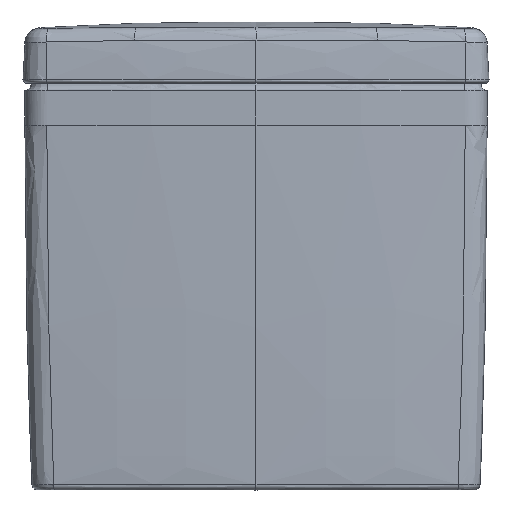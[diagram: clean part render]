
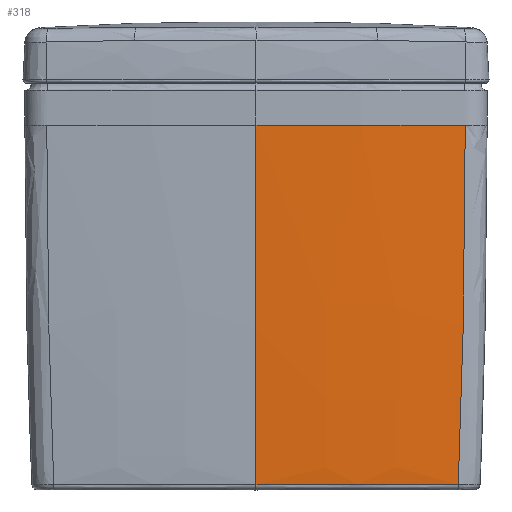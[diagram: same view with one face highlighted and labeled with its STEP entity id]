
A CAD part, front view. The second image highlights one B-rep face of the part: STEP entity #318.
In plain terms, the highlighted free-form (B-spline) face has degree [3, 3] with [4, 11] control points.
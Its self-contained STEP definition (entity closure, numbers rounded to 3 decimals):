
#132=(
BOUNDED_CURVE()
B_SPLINE_CURVE(3,(#3663,#3664,#3665,#3666,#3667,#3668,#3669,#3670,#3671,
#3672,#3673,#3674,#3675,#3676),.UNSPECIFIED.,.F.,.F.)
B_SPLINE_CURVE_WITH_KNOTS((4,2,2,2,2,2,4),(0.,0.5,0.753,
0.88,0.911,0.943,1.),.UNSPECIFIED.)
CURVE()
GEOMETRIC_REPRESENTATION_ITEM()
RATIONAL_B_SPLINE_CURVE((1.,1.,1.,
1.,1.,1.,1.,
1.,1.,1.,1.,
1.,1.,1.))
REPRESENTATION_ITEM('')
);
#133=(
BOUNDED_CURVE()
B_SPLINE_CURVE(3,(#3701,#3702,#3703,#3704),.UNSPECIFIED.,.F.,.F.)
B_SPLINE_CURVE_WITH_KNOTS((4,4),(0.,1.),.UNSPECIFIED.)
CURVE()
GEOMETRIC_REPRESENTATION_ITEM()
RATIONAL_B_SPLINE_CURVE((1.,1.,1.,1.))
REPRESENTATION_ITEM('')
);
#318=ADVANCED_FACE('',(#528),#471,.F.);
#471=B_SPLINE_SURFACE_WITH_KNOTS('',3,3,((#3705,#3706,#3707,#3708,#3709,
#3710,#3711,#3712,#3713,#3714,#3715),(#3716,#3717,#3718,#3719,#3720,#3721,
#3722,#3723,#3724,#3725,#3726),(#3727,#3728,#3729,#3730,#3731,#3732,#3733,
#3734,#3735,#3736,#3737),(#3738,#3739,#3740,#3741,#3742,#3743,#3744,#3745,
#3746,#3747,#3748)),.UNSPECIFIED.,.F.,.F.,.F.,(4,4),(4,1,1,1,1,1,1,1,4),
(0.,1.),(0.,0.252,0.504,0.631,0.757,
0.883,0.914,0.946,1.),.UNSPECIFIED.);
#528=FACE_OUTER_BOUND('',#684,.T.);
#684=EDGE_LOOP('',(#870,#871,#872,#873));
#870=ORIENTED_EDGE('',*,*,#1906,.F.);
#871=ORIENTED_EDGE('',*,*,#1907,.F.);
#872=ORIENTED_EDGE('',*,*,#1908,.F.);
#873=ORIENTED_EDGE('',*,*,#1909,.F.);
#1660=VERTEX_POINT('',#3677);
#1661=VERTEX_POINT('',#3678);
#1662=VERTEX_POINT('',#3688);
#1663=VERTEX_POINT('',#3700);
#1906=EDGE_CURVE('',#1660,#1661,#132,.T.);
#1907=EDGE_CURVE('',#1662,#1660,#2293,.T.);
#1908=EDGE_CURVE('',#1663,#1662,#2294,.T.);
#1909=EDGE_CURVE('',#1661,#1663,#133,.T.);
#2293=B_SPLINE_CURVE_WITH_KNOTS('',3,(#3679,#3680,#3681,#3682,#3683,#3684,
#3685,#3686,#3687),.UNSPECIFIED.,.F.,.F.,(4,1,1,1,1,1,4),(0.,0.384,
0.767,0.959,0.983,0.995,
1.),.UNSPECIFIED.);
#2294=B_SPLINE_CURVE_WITH_KNOTS('',3,(#3689,#3690,#3691,#3692,#3693,#3694,
#3695,#3696,#3697,#3698,#3699),.UNSPECIFIED.,.F.,.F.,(4,1,1,1,1,1,1,1,4),
(0.,0.048,0.08,0.112,0.239,
0.366,0.492,0.746,1.),.UNSPECIFIED.);
#3663=CARTESIAN_POINT('',(174.366,-47.173,319.));
#3664=CARTESIAN_POINT('',(174.332,-47.145,269.299));
#3665=CARTESIAN_POINT('',(173.9,-46.786,219.585));
#3666=CARTESIAN_POINT('',(172.59,-45.698,144.741));
#3667=CARTESIAN_POINT('',(172.042,-45.243,119.597));
#3668=CARTESIAN_POINT('',(171.049,-44.417,81.887));
#3669=CARTESIAN_POINT('',(170.689,-44.118,69.321));
#3670=CARTESIAN_POINT('',(170.21,-43.719,53.622));
#3671=CARTESIAN_POINT('',(170.113,-43.639,50.484));
#3672=CARTESIAN_POINT('',(169.913,-43.472,44.185));
#3673=CARTESIAN_POINT('',(169.814,-43.39,41.038));
#3674=CARTESIAN_POINT('',(169.47,-43.094,31.934));
#3675=CARTESIAN_POINT('',(169.166,-42.831,25.83));
#3676=CARTESIAN_POINT('',(168.54,-42.244,19.47));
#3677=CARTESIAN_POINT('',(174.366,-47.171,319.));
#3678=CARTESIAN_POINT('',(168.54,-42.244,19.47));
#3679=CARTESIAN_POINT('',(0.,-55.304,319.));
#3680=CARTESIAN_POINT('',(22.338,-55.304,319.));
#3681=CARTESIAN_POINT('',(67.013,-54.503,319.));
#3682=CARTESIAN_POINT('',(122.776,-51.511,319.));
#3683=CARTESIAN_POINT('',(157.549,-48.704,319.));
#3684=CARTESIAN_POINT('',(170.751,-47.509,319.));
#3685=CARTESIAN_POINT('',(173.113,-47.288,319.));
#3686=CARTESIAN_POINT('',(174.087,-47.197,319.));
#3687=CARTESIAN_POINT('',(174.365,-47.169,319.));
#3688=CARTESIAN_POINT('',(0.,-55.304,319.));
#3689=CARTESIAN_POINT('',(0.,-49.865,19.47));
#3690=CARTESIAN_POINT('',(0.,-50.348,24.272));
#3691=CARTESIAN_POINT('',(0.,-50.836,32.252));
#3692=CARTESIAN_POINT('',(0.,-51.194,43.45));
#3693=CARTESIAN_POINT('',(0.,-51.736,62.304));
#3694=CARTESIAN_POINT('',(0.,-52.494,90.652));
#3695=CARTESIAN_POINT('',(0.,-53.345,128.511));
#3696=CARTESIAN_POINT('',(0.,-54.28,179.097));
#3697=CARTESIAN_POINT('',(0.,-55.068,242.525));
#3698=CARTESIAN_POINT('',(0.,-55.293,293.474));
#3699=CARTESIAN_POINT('',(0.,-55.304,319.));
#3700=CARTESIAN_POINT('',(0.,-49.865,19.47));
#3701=CARTESIAN_POINT('',(168.54,-42.244,19.47));
#3702=CARTESIAN_POINT('',(112.536,-47.32,19.47));
#3703=CARTESIAN_POINT('',(56.268,-49.865,19.47));
#3704=CARTESIAN_POINT('',(0.,-49.865,19.47));
#3705=CARTESIAN_POINT('',(0.,-55.304,319.));
#3706=CARTESIAN_POINT('',(0.,-55.293,293.474));
#3707=CARTESIAN_POINT('',(0.,-55.068,242.525));
#3708=CARTESIAN_POINT('',(0.,-54.28,179.097));
#3709=CARTESIAN_POINT('',(0.,-53.345,128.511));
#3710=CARTESIAN_POINT('',(0.,-52.494,90.652));
#3711=CARTESIAN_POINT('',(0.,-51.736,62.304));
#3712=CARTESIAN_POINT('',(0.,-51.194,43.45));
#3713=CARTESIAN_POINT('',(0.,-50.817,31.652));
#3714=CARTESIAN_POINT('',(0.,-50.273,23.077));
#3715=CARTESIAN_POINT('',(0.,-49.677,17.685));
#3716=CARTESIAN_POINT('',(58.494,-55.304,319.));
#3717=CARTESIAN_POINT('',(58.494,-55.293,293.474));
#3718=CARTESIAN_POINT('',(58.488,-55.068,242.525));
#3719=CARTESIAN_POINT('',(58.467,-54.28,179.097));
#3720=CARTESIAN_POINT('',(58.441,-53.345,128.511));
#3721=CARTESIAN_POINT('',(58.418,-52.494,90.652));
#3722=CARTESIAN_POINT('',(58.398,-51.736,62.304));
#3723=CARTESIAN_POINT('',(58.383,-51.194,43.45));
#3724=CARTESIAN_POINT('',(58.373,-50.817,31.652));
#3725=CARTESIAN_POINT('',(58.358,-50.273,23.077));
#3726=CARTESIAN_POINT('',(58.342,-49.677,17.685));
#3727=CARTESIAN_POINT('',(117.19,-52.55,319.));
#3728=CARTESIAN_POINT('',(117.189,-52.539,293.474));
#3729=CARTESIAN_POINT('',(117.171,-52.314,242.525));
#3730=CARTESIAN_POINT('',(117.109,-51.528,179.097));
#3731=CARTESIAN_POINT('',(117.035,-50.596,128.511));
#3732=CARTESIAN_POINT('',(116.967,-49.747,90.652));
#3733=CARTESIAN_POINT('',(116.907,-48.991,62.304));
#3734=CARTESIAN_POINT('',(116.864,-48.45,43.45));
#3735=CARTESIAN_POINT('',(116.834,-48.074,31.652));
#3736=CARTESIAN_POINT('',(116.791,-47.532,23.077));
#3737=CARTESIAN_POINT('',(116.744,-46.937,17.685));
#3738=CARTESIAN_POINT('',(175.408,-47.075,319.));
#3739=CARTESIAN_POINT('',(175.406,-47.064,293.474));
#3740=CARTESIAN_POINT('',(175.382,-46.84,242.525));
#3741=CARTESIAN_POINT('',(175.295,-46.056,179.097));
#3742=CARTESIAN_POINT('',(175.193,-45.127,128.511));
#3743=CARTESIAN_POINT('',(175.1,-44.28,90.652));
#3744=CARTESIAN_POINT('',(175.016,-43.526,62.304));
#3745=CARTESIAN_POINT('',(174.957,-42.986,43.45));
#3746=CARTESIAN_POINT('',(174.916,-42.611,31.652));
#3747=CARTESIAN_POINT('',(174.856,-42.071,23.077));
#3748=CARTESIAN_POINT('',(174.791,-41.478,17.685));
